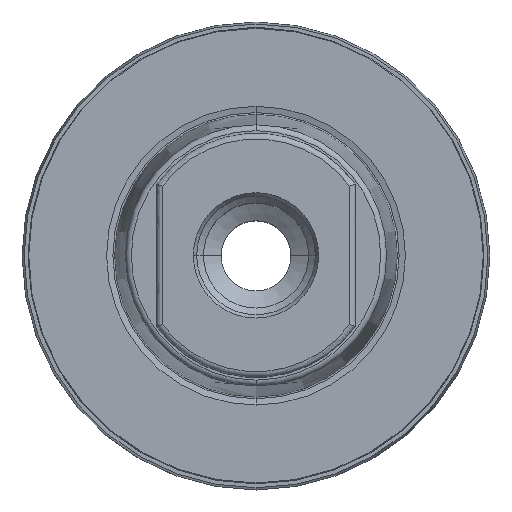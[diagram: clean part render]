
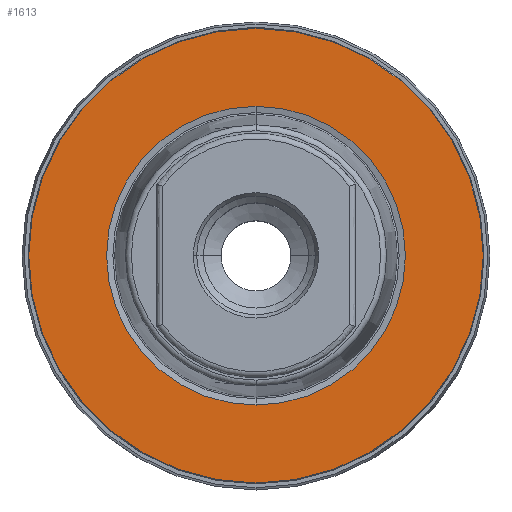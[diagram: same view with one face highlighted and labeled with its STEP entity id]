
A CAD part, top view. The second image highlights one B-rep face of the part: STEP entity #1613.
In plain terms, the highlighted planar face has unit normal (0, 0, 1).
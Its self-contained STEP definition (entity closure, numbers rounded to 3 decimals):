
#595=CARTESIAN_POINT('',(0.,0.,0.));
#596=DIRECTION('',(0.,0.,-1.));
#597=DIRECTION('',(0.,-1.,0.));
#598=AXIS2_PLACEMENT_3D('',#595,#596,#597);
#617=CARTESIAN_POINT('',(0.,0.,0.));
#618=DIRECTION('',(0.,0.,1.));
#619=DIRECTION('',(0.,-1.,0.));
#620=AXIS2_PLACEMENT_3D('',#617,#618,#619);
#625=CARTESIAN_POINT('',(0.,0.,0.));
#626=DIRECTION('',(0.,0.,-1.));
#627=DIRECTION('',(0.,1.,0.));
#628=AXIS2_PLACEMENT_3D('',#625,#626,#627);
#633=CARTESIAN_POINT('',(0.,0.,0.));
#634=DIRECTION('',(0.,0.,-1.));
#635=DIRECTION('',(0.,-1.,0.));
#636=AXIS2_PLACEMENT_3D('',#633,#634,#635);
#971=CARTESIAN_POINT('',(0.,-12.776,0.));
#973=VERTEX_POINT('',#971);
#981=CARTESIAN_POINT('',(0.,12.776,0.));
#983=VERTEX_POINT('',#981);
#1061=CARTESIAN_POINT('',(0.,19.442,0.));
#1062=VERTEX_POINT('',#1061);
#1063=CARTESIAN_POINT('',(0.,-19.442,0.));
#1064=VERTEX_POINT('',#1063);
#1598=CARTESIAN_POINT('',(0.,0.,0.));
#1599=DIRECTION('',(0.,0.,-1.));
#1600=DIRECTION('',(0.,1.,0.));
#1601=AXIS2_PLACEMENT_3D('',#1598,#1599,#1600);
#1602=PLANE('',#1601);
#1604=ORIENTED_EDGE('',*,*,#1603,.T.);
#1606=ORIENTED_EDGE('',*,*,#1605,.T.);
#1607=EDGE_LOOP('',(#1604,#1606));
#1608=FACE_OUTER_BOUND('',#1607,.F.);
#1609=ORIENTED_EDGE('',*,*,#1577,.F.);
#1610=ORIENTED_EDGE('',*,*,#1593,.T.);
#1611=EDGE_LOOP('',(#1609,#1610));
#1612=FACE_BOUND('',#1611,.F.);
#599=CIRCLE('',#598,12.776);
#621=CIRCLE('',#620,12.776);
#629=CIRCLE('',#628,19.442);
#637=CIRCLE('',#636,19.442);
#1577=EDGE_CURVE('',#973,#983,#599,.T.);
#1593=EDGE_CURVE('',#973,#983,#621,.T.);
#1603=EDGE_CURVE('',#1062,#1064,#629,.T.);
#1605=EDGE_CURVE('',#1064,#1062,#637,.T.);
#1613=ADVANCED_FACE('',(#1608,#1612),#1602,.F.);
